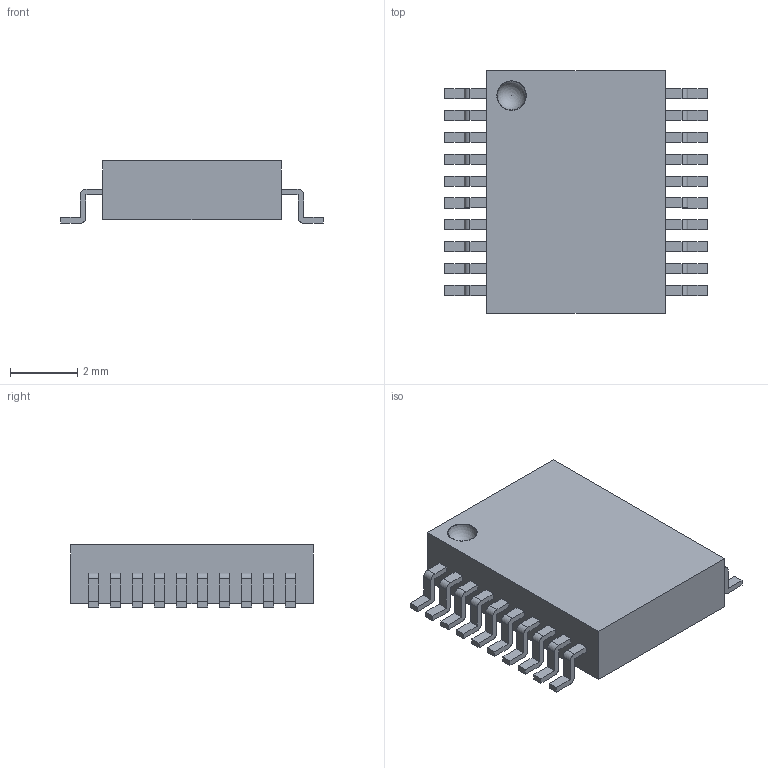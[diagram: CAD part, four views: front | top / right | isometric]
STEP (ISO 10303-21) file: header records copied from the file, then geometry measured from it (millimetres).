
FILE_DESCRIPTION( ( '' ), ' ' );
FILE_NAME( '595b980f4d03da0f858a2420.step', '2017-07-04T13:28:48', ( '' ), ( '' ), ' ', ' ', ' ' );
FILE_SCHEMA( ( 'AUTOMOTIVE_DESIGN { 1 0 10303 214 1 1 1 1 }' ) );
Length unit declared in the file: metre
Products named in the file (22): Part 22; Part 21; Open CASCADE STEP translator 6.8 42; Open CASCADE STEP translator 6.8 41; Open CASCADE STEP translator 6.8 40; Open CASCADE STEP translator 6.8 39; Open CASCADE STEP translator 6.8 38; Open CASCADE STEP translator 6.8 37; Open CASCADE STEP translator 6.8 36; Open CASCADE STEP translator 6.8 35; Open CASCADE STEP translator 6.8 34; Open CASCADE STEP translator 6.8 33; Open CASCADE STEP translator 6.8 32; Open CASCADE STEP translator 6.8 31; Open CASCADE STEP translator 6.8 30; Open CASCADE STEP translator 6.8 29; Open CASCADE STEP translator 6.8 28; Open CASCADE STEP translator 6.8 27; Open CASCADE STEP translator 6.8 26; Open CASCADE STEP translator 6.8 25; Open CASCADE STEP translator 6.8 24; Open CASCADE STEP translator 6.8 23
Bounding box: 7.8 x 7.2 x 1.85 mm (x, y, z)
Volume: 68.7 mm3; surface area: 163 mm2
Topology: 22 solids, 22 shells, 250 faces, 621 edges, 414 vertices
Faces by surface type: plane 207, cylinder 40, sphere 3
Entity records: 12577 total; most frequent: CARTESIAN_POINT 1367, ORIENTED_EDGE 1230, DIRECTION 1224, STYLED_ITEM 850, PRESENTATION_STYLE_ASSIGNMENT 850, COLOUR_RGB 850, EDGE_CURVE 615, CURVE_STYLE 600
